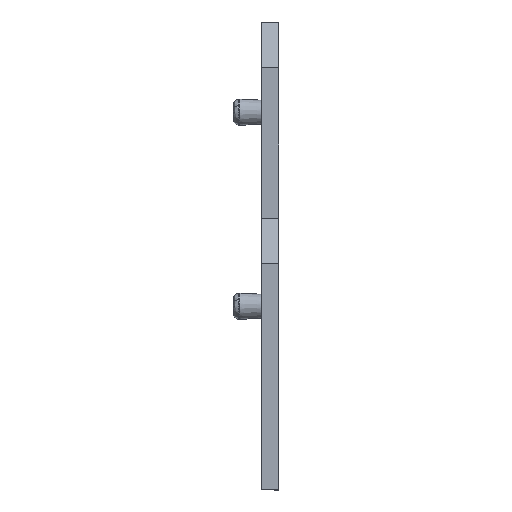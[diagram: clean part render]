
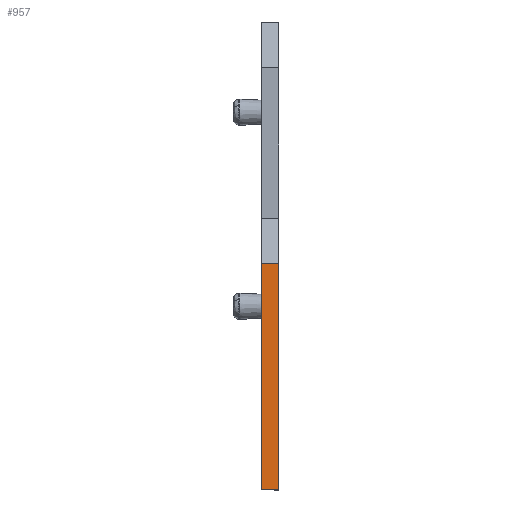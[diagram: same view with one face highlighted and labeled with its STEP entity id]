
A CAD part, front view. The second image highlights one B-rep face of the part: STEP entity #957.
In plain terms, the highlighted planar face has unit normal (0, -1, 0).
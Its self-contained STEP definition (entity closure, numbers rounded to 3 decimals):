
#944=AXIS2_PLACEMENT_3D('Plane Axis2P3D',#941,#942,#943) ;
#353=CARTESIAN_POINT('Vertex',(2.5,0.,19.8)) ;
#423=CARTESIAN_POINT('Vertex',(2.5,0.,0.)) ;
#426=CARTESIAN_POINT('Line Origine',(2.5,0.,9.9)) ;
#680=CARTESIAN_POINT('Line Origine',(3.25,0.,19.8)) ;
#684=CARTESIAN_POINT('Vertex',(4.,0.,19.8)) ;
#926=CARTESIAN_POINT('Vertex',(4.,0.,0.)) ;
#929=CARTESIAN_POINT('Line Origine',(3.25,0.,0.)) ;
#941=CARTESIAN_POINT('Axis2P3D Location',(2.5,0.,19.8)) ;
#946=CARTESIAN_POINT('Line Origine',(4.,0.,9.9)) ;
#427=DIRECTION('Vector Direction',(0.,0.,-1.)) ;
#681=DIRECTION('Vector Direction',(-1.,0.,0.)) ;
#930=DIRECTION('Vector Direction',(1.,0.,0.)) ;
#942=DIRECTION('Axis2P3D Direction',(0.,-1.,0.)) ;
#943=DIRECTION('Axis2P3D XDirection',(0.,0.,-1.)) ;
#947=DIRECTION('Vector Direction',(0.,0.,-1.)) ;
#428=VECTOR('Line Direction',#427,1.) ;
#682=VECTOR('Line Direction',#681,1.) ;
#931=VECTOR('Line Direction',#930,1.) ;
#948=VECTOR('Line Direction',#947,1.) ;
#952=ORIENTED_EDGE('',*,*,#933,.T.) ;
#953=ORIENTED_EDGE('',*,*,#950,.F.) ;
#954=ORIENTED_EDGE('',*,*,#686,.T.) ;
#955=ORIENTED_EDGE('',*,*,#430,.T.) ;
#957=ADVANCED_FACE('Koerper.2',(#956),#945,.T.) ;
#430=EDGE_CURVE('',#354,#424,#429,.T.) ;
#686=EDGE_CURVE('',#685,#354,#683,.T.) ;
#933=EDGE_CURVE('',#424,#927,#932,.T.) ;
#950=EDGE_CURVE('',#685,#927,#949,.T.) ;
#951=EDGE_LOOP('',(#952,#953,#954,#955)) ;
#956=FACE_OUTER_BOUND('',#951,.T.) ;
#429=LINE('Line',#426,#428) ;
#683=LINE('Line',#680,#682) ;
#932=LINE('Line',#929,#931) ;
#949=LINE('Line',#946,#948) ;
#945=PLANE('',#944) ;
#354=VERTEX_POINT('',#353) ;
#424=VERTEX_POINT('',#423) ;
#685=VERTEX_POINT('',#684) ;
#927=VERTEX_POINT('',#926) ;
